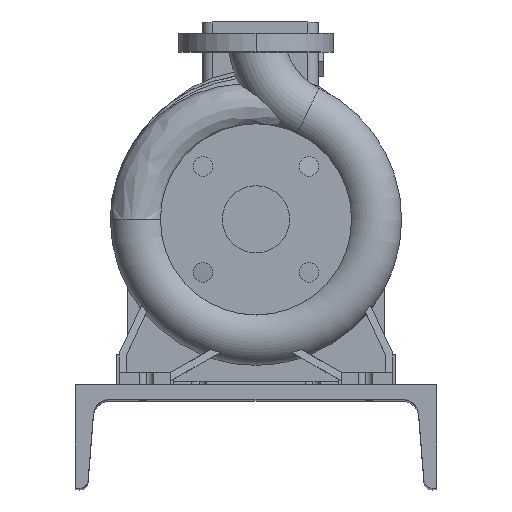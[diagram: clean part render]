
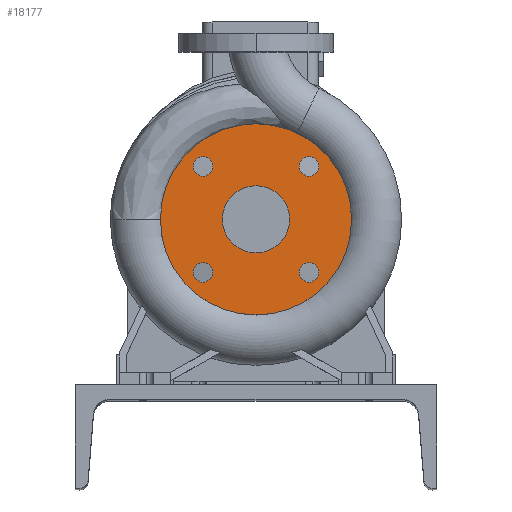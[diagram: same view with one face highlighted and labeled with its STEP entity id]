
A CAD part, top view. The second image highlights one B-rep face of the part: STEP entity #18177.
In plain terms, the highlighted planar face has unit normal (0, 0, 1).
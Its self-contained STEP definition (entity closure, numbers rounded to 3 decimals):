
#37 = CARTESIAN_POINT ( 'NONE',  ( 51.265, -51.265, 100. ) ) ;
#105 = CIRCLE ( 'NONE', #18900, 92.5 ) ;
#110 = CARTESIAN_POINT ( 'NONE',  ( 0., -92.5, 100. ) ) ;
#286 = CIRCLE ( 'NONE', #19071, 32.5 ) ;
#482 = PLANE ( 'NONE',  #11403 ) ;
#879 = AXIS2_PLACEMENT_3D ( 'NONE', #14604, #19579, #16294 ) ;
#1017 = DIRECTION ( 'NONE',  ( 1., 0., 0. ) ) ;
#1438 = EDGE_CURVE ( 'NONE', #18140, #7867, #8505, .T. ) ;
#1689 = EDGE_CURVE ( 'NONE', #8850, #2796, #15527, .T. ) ;
#1718 = VERTEX_POINT ( 'NONE', #8003 ) ;
#1968 = CARTESIAN_POINT ( 'NONE',  ( 0., 92.5, 100. ) ) ;
#1983 = ORIENTED_EDGE ( 'NONE', *, *, #11212, .T. ) ;
#2035 = CARTESIAN_POINT ( 'NONE',  ( 0., 0., 100. ) ) ;
#2164 = FACE_BOUND ( 'NONE', #7060, .T. ) ;
#2308 = CARTESIAN_POINT ( 'NONE',  ( 0., 0., 100. ) ) ;
#2364 = CIRCLE ( 'NONE', #17334, 9.5 ) ;
#2468 = ORIENTED_EDGE ( 'NONE', *, *, #11373, .T. ) ;
#2646 = ORIENTED_EDGE ( 'NONE', *, *, #1438, .F. ) ;
#2796 = VERTEX_POINT ( 'NONE', #6948 ) ;
#2930 = EDGE_CURVE ( 'NONE', #17667, #3371, #11095, .T. ) ;
#3032 = EDGE_CURVE ( 'NONE', #2796, #8850, #286, .T. ) ;
#3106 = EDGE_LOOP ( 'NONE', ( #16246, #12129 ) ) ;
#3371 = VERTEX_POINT ( 'NONE', #14449 ) ;
#3500 = CARTESIAN_POINT ( 'NONE',  ( 0., 92.5, 100. ) ) ;
#3569 = ORIENTED_EDGE ( 'NONE', *, *, #1689, .F. ) ;
#4096 = DIRECTION ( 'NONE',  ( 0., 0., 1. ) ) ;
#4525 = CARTESIAN_POINT ( 'NONE',  ( 0., 0., 100. ) ) ;
#4569 = CIRCLE ( 'NONE', #15726, 9.5 ) ;
#4650 = CARTESIAN_POINT ( 'NONE',  ( -51.265, -60.765, 100. ) ) ;
#4903 = DIRECTION ( 'NONE',  ( 0., -1., 0. ) ) ;
#5053 = CARTESIAN_POINT ( 'NONE',  ( 51.265, -51.265, 100. ) ) ;
#5176 = CARTESIAN_POINT ( 'NONE',  ( 60.765, 51.265, 100. ) ) ;
#5353 = FACE_BOUND ( 'NONE', #3106, .T. ) ;
#5802 = AXIS2_PLACEMENT_3D ( 'NONE', #14679, #11777, #1017 ) ;
#5817 = CIRCLE ( 'NONE', #8059, 92.5 ) ;
#5823 = CARTESIAN_POINT ( 'NONE',  ( -51.265, 51.265, 100. ) ) ;
#6057 = CARTESIAN_POINT ( 'NONE',  ( 51.265, -60.765, 100. ) ) ;
#6132 = CARTESIAN_POINT ( 'NONE',  ( 51.265, 51.265, 100. ) ) ;
#6167 = EDGE_CURVE ( 'NONE', #3371, #17667, #11536, .T. ) ;
#6316 = DIRECTION ( 'NONE',  ( 0., 0., 1. ) ) ;
#6541 = CARTESIAN_POINT ( 'NONE',  ( -51.265, -41.765, 100. ) ) ;
#6841 = FACE_OUTER_BOUND ( 'NONE', #14226, .T. ) ;
#6948 = CARTESIAN_POINT ( 'NONE',  ( 0., 32.5, 100. ) ) ;
#7026 = EDGE_CURVE ( 'NONE', #15912, #7381, #4569, .T. ) ;
#7060 = EDGE_LOOP ( 'NONE', ( #16368, #7549 ) ) ;
#7226 = CARTESIAN_POINT ( 'NONE',  ( -51.265, -51.265, 100. ) ) ;
#7296 = EDGE_CURVE ( 'NONE', #7381, #15912, #2364, .T. ) ;
#7381 = VERTEX_POINT ( 'NONE', #16345 ) ;
#7522 = DIRECTION ( 'NONE',  ( 0., -1., 0. ) ) ;
#7549 = ORIENTED_EDGE ( 'NONE', *, *, #6167, .F. ) ;
#7841 = DIRECTION ( 'NONE',  ( 0., 0., 1. ) ) ;
#7867 = VERTEX_POINT ( 'NONE', #4650 ) ;
#8003 = CARTESIAN_POINT ( 'NONE',  ( 51.265, -41.765, 100. ) ) ;
#8059 = AXIS2_PLACEMENT_3D ( 'NONE', #2035, #15692, #8107 ) ;
#8107 = DIRECTION ( 'NONE',  ( 0., -1., 0. ) ) ;
#8130 = CIRCLE ( 'NONE', #13226, 9.5 ) ;
#8243 = FACE_BOUND ( 'NONE', #10440, .T. ) ;
#8390 = VERTEX_POINT ( 'NONE', #3500 ) ;
#8505 = CIRCLE ( 'NONE', #879, 9.5 ) ;
#8651 = ORIENTED_EDGE ( 'NONE', *, *, #7026, .F. ) ;
#8850 = VERTEX_POINT ( 'NONE', #16240 ) ;
#9489 = DIRECTION ( 'NONE',  ( 0., 0., 1. ) ) ;
#10440 = EDGE_LOOP ( 'NONE', ( #18636, #2646 ) ) ;
#10510 = DIRECTION ( 'NONE',  ( 0., 0., 1. ) ) ;
#10969 = CIRCLE ( 'NONE', #13858, 9.5 ) ;
#11078 = CARTESIAN_POINT ( 'NONE',  ( -51.265, 60.765, 100. ) ) ;
#11089 = DIRECTION ( 'NONE',  ( 0., -1., 0. ) ) ;
#11095 = CIRCLE ( 'NONE', #13660, 9.5 ) ;
#11187 = EDGE_CURVE ( 'NONE', #7867, #18140, #13156, .T. ) ;
#11212 = EDGE_CURVE ( 'NONE', #8390, #13373, #105, .T. ) ;
#11373 = EDGE_CURVE ( 'NONE', #13373, #8390, #5817, .T. ) ;
#11403 = AXIS2_PLACEMENT_3D ( 'NONE', #1968, #18729, #17018 ) ;
#11536 = CIRCLE ( 'NONE', #5802, 9.5 ) ;
#11777 = DIRECTION ( 'NONE',  ( 0., 0., 1. ) ) ;
#12129 = ORIENTED_EDGE ( 'NONE', *, *, #12876, .F. ) ;
#12204 = EDGE_LOOP ( 'NONE', ( #3569, #13044 ) ) ;
#12861 = EDGE_LOOP ( 'NONE', ( #13309, #8651 ) ) ;
#12876 = EDGE_CURVE ( 'NONE', #1718, #19563, #10969, .T. ) ;
#13044 = ORIENTED_EDGE ( 'NONE', *, *, #3032, .F. ) ;
#13156 = CIRCLE ( 'NONE', #19521, 9.5 ) ;
#13226 = AXIS2_PLACEMENT_3D ( 'NONE', #5053, #7841, #17219 ) ;
#13309 = ORIENTED_EDGE ( 'NONE', *, *, #7296, .F. ) ;
#13350 = DIRECTION ( 'NONE',  ( 0., -1., 0. ) ) ;
#13373 = VERTEX_POINT ( 'NONE', #110 ) ;
#13660 = AXIS2_PLACEMENT_3D ( 'NONE', #6132, #19509, #15123 ) ;
#13806 = DIRECTION ( 'NONE',  ( 0., 0., 1. ) ) ;
#13858 = AXIS2_PLACEMENT_3D ( 'NONE', #37, #15186, #4903 ) ;
#14226 = EDGE_LOOP ( 'NONE', ( #2468, #1983 ) ) ;
#14449 = CARTESIAN_POINT ( 'NONE',  ( 41.765, 51.265, 100. ) ) ;
#14604 = CARTESIAN_POINT ( 'NONE',  ( -51.265, -51.265, 100. ) ) ;
#14679 = CARTESIAN_POINT ( 'NONE',  ( 51.265, 51.265, 100. ) ) ;
#15052 = EDGE_CURVE ( 'NONE', #19563, #1718, #8130, .T. ) ;
#15123 = DIRECTION ( 'NONE',  ( 1., 0., 0. ) ) ;
#15186 = DIRECTION ( 'NONE',  ( 0., 0., 1. ) ) ;
#15207 = DIRECTION ( 'NONE',  ( 0., -1., 0. ) ) ;
#15527 = CIRCLE ( 'NONE', #17745, 32.5 ) ;
#15635 = FACE_BOUND ( 'NONE', #12861, .T. ) ;
#15692 = DIRECTION ( 'NONE',  ( 0., 0., 1. ) ) ;
#15726 = AXIS2_PLACEMENT_3D ( 'NONE', #5823, #10510, #7522 ) ;
#15829 = FACE_BOUND ( 'NONE', #12204, .T. ) ;
#15912 = VERTEX_POINT ( 'NONE', #11078 ) ;
#16181 = CARTESIAN_POINT ( 'NONE',  ( 0., 0., 100. ) ) ;
#16240 = CARTESIAN_POINT ( 'NONE',  ( 0., -32.5, 100. ) ) ;
#16246 = ORIENTED_EDGE ( 'NONE', *, *, #15052, .F. ) ;
#16294 = DIRECTION ( 'NONE',  ( 0., -1., 0. ) ) ;
#16345 = CARTESIAN_POINT ( 'NONE',  ( -51.265, 41.765, 100. ) ) ;
#16368 = ORIENTED_EDGE ( 'NONE', *, *, #2930, .F. ) ;
#16897 = DIRECTION ( 'NONE',  ( 0., -1., 0. ) ) ;
#17018 = DIRECTION ( 'NONE',  ( 0., 1., 0. ) ) ;
#17219 = DIRECTION ( 'NONE',  ( 0., -1., 0. ) ) ;
#17334 = AXIS2_PLACEMENT_3D ( 'NONE', #17544, #19339, #13350 ) ;
#17544 = CARTESIAN_POINT ( 'NONE',  ( -51.265, 51.265, 100. ) ) ;
#17667 = VERTEX_POINT ( 'NONE', #5176 ) ;
#17745 = AXIS2_PLACEMENT_3D ( 'NONE', #2308, #9489, #11089 ) ;
#17765 = DIRECTION ( 'NONE',  ( 0., -1., 0. ) ) ;
#18140 = VERTEX_POINT ( 'NONE', #6541 ) ;
#18177 = ADVANCED_FACE ( 'NONE', ( #15829, #6841, #2164, #15635, #8243, #5353 ), #482, .F. ) ;
#18636 = ORIENTED_EDGE ( 'NONE', *, *, #11187, .F. ) ;
#18729 = DIRECTION ( 'NONE',  ( 0., 0., -1. ) ) ;
#18900 = AXIS2_PLACEMENT_3D ( 'NONE', #4525, #6316, #15207 ) ;
#19071 = AXIS2_PLACEMENT_3D ( 'NONE', #16181, #4096, #17765 ) ;
#19339 = DIRECTION ( 'NONE',  ( 0., 0., 1. ) ) ;
#19509 = DIRECTION ( 'NONE',  ( 0., 0., 1. ) ) ;
#19521 = AXIS2_PLACEMENT_3D ( 'NONE', #7226, #13806, #16897 ) ;
#19563 = VERTEX_POINT ( 'NONE', #6057 ) ;
#19579 = DIRECTION ( 'NONE',  ( 0., 0., 1. ) ) ;
